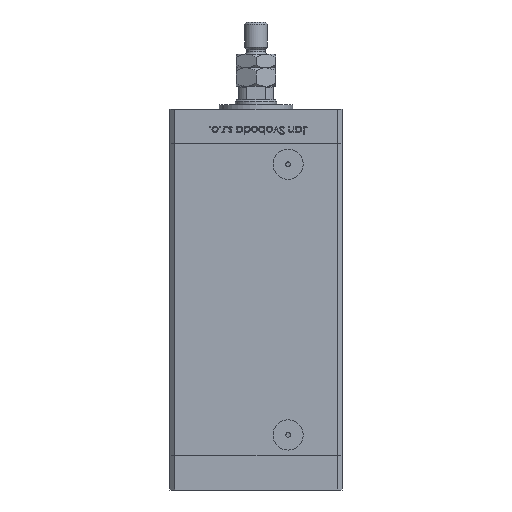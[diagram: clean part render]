
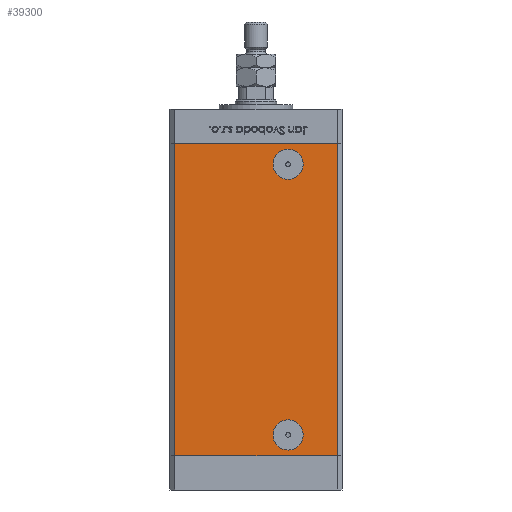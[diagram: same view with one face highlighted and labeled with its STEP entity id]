
A CAD part, front view. The second image highlights one B-rep face of the part: STEP entity #39300.
In plain terms, the highlighted planar face has unit normal (0, -1, 0).
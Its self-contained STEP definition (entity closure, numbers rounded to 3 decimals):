
#402 = VERTEX_POINT ( 'NONE', #25722 ) ;
#2592 = EDGE_CURVE ( 'NONE', #18455, #20787, #35669, .T. ) ;
#3835 = CARTESIAN_POINT ( 'NONE',  ( 14., -32.5, 133.58 ) ) ;
#4392 = EDGE_CURVE ( 'NONE', #402, #46826, #26556, .T. ) ;
#5392 = ORIENTED_EDGE ( 'NONE', *, *, #2592, .F. ) ;
#5586 = AXIS2_PLACEMENT_3D ( 'NONE', #36246, #27825, #35978 ) ;
#5740 = EDGE_LOOP ( 'NONE', ( #5392, #19810 ) ) ;
#5904 = FACE_BOUND ( 'NONE', #5740, .T. ) ;
#6164 = DIRECTION ( 'NONE',  ( 0., 0., 1. ) ) ;
#6487 = DIRECTION ( 'NONE',  ( 1., 0., 0. ) ) ;
#7135 = CARTESIAN_POINT ( 'NONE',  ( 14., -32.5, 127. ) ) ;
#7314 = VECTOR ( 'NONE', #6487, 1000. ) ;
#7365 = ORIENTED_EDGE ( 'NONE', *, *, #4392, .F. ) ;
#7735 = EDGE_LOOP ( 'NONE', ( #22525, #7365, #26172, #50898 ) ) ;
#8459 = EDGE_LOOP ( 'NONE', ( #41065, #9619 ) ) ;
#8692 = DIRECTION ( 'NONE',  ( 0., 0., -1. ) ) ;
#9619 = ORIENTED_EDGE ( 'NONE', *, *, #25475, .T. ) ;
#11076 = VERTEX_POINT ( 'NONE', #23515 ) ;
#13860 = CARTESIAN_POINT ( 'NONE',  ( 14., -32.5, 120.42 ) ) ;
#13875 = CARTESIAN_POINT ( 'NONE',  ( -35.5, -32.5, 0. ) ) ;
#14597 = DIRECTION ( 'NONE',  ( 0., 1., 0. ) ) ;
#15106 = DIRECTION ( 'NONE',  ( 0., 0., -1. ) ) ;
#15445 = VERTEX_POINT ( 'NONE', #16259 ) ;
#15446 = CARTESIAN_POINT ( 'NONE',  ( 14., -32.5, 15.58 ) ) ;
#16038 = DIRECTION ( 'NONE',  ( 0., -1., 0. ) ) ;
#16259 = CARTESIAN_POINT ( 'NONE',  ( -35.5, -32.5, 0. ) ) ;
#18455 = VERTEX_POINT ( 'NONE', #44612 ) ;
#19810 = ORIENTED_EDGE ( 'NONE', *, *, #29538, .F. ) ;
#20787 = VERTEX_POINT ( 'NONE', #15446 ) ;
#21858 = VECTOR ( 'NONE', #48515, 1000. ) ;
#22525 = ORIENTED_EDGE ( 'NONE', *, *, #49279, .T. ) ;
#23133 = VERTEX_POINT ( 'NONE', #13860 ) ;
#23515 = CARTESIAN_POINT ( 'NONE',  ( -35.5, -32.5, 136. ) ) ;
#23940 = CARTESIAN_POINT ( 'NONE',  ( 14., -32.5, 9. ) ) ;
#24470 = DIRECTION ( 'NONE',  ( 0., 0., -1. ) ) ;
#25475 = EDGE_CURVE ( 'NONE', #50533, #23133, #47281, .T. ) ;
#25722 = CARTESIAN_POINT ( 'NONE',  ( 35.5, -32.5, 136. ) ) ;
#25825 = AXIS2_PLACEMENT_3D ( 'NONE', #30657, #14597, #6164 ) ;
#25860 = LINE ( 'NONE', #13875, #26595 ) ;
#26172 = ORIENTED_EDGE ( 'NONE', *, *, #44870, .F. ) ;
#26556 = LINE ( 'NONE', #43382, #21858 ) ;
#26571 = AXIS2_PLACEMENT_3D ( 'NONE', #31704, #42926, #15106 ) ;
#26595 = VECTOR ( 'NONE', #30741, 1000. ) ;
#27825 = DIRECTION ( 'NONE',  ( 0., 1., 0. ) ) ;
#29538 = EDGE_CURVE ( 'NONE', #20787, #18455, #49978, .T. ) ;
#29645 = CARTESIAN_POINT ( 'NONE',  ( -35.5, -32.5, 136. ) ) ;
#30657 = CARTESIAN_POINT ( 'NONE',  ( -35.5, -32.5, 136. ) ) ;
#30741 = DIRECTION ( 'NONE',  ( 1., 0., 0. ) ) ;
#30921 = FACE_BOUND ( 'NONE', #8459, .T. ) ;
#31704 = CARTESIAN_POINT ( 'NONE',  ( 14., -32.5, 9. ) ) ;
#33169 = LINE ( 'NONE', #29645, #36252 ) ;
#35001 = FACE_OUTER_BOUND ( 'NONE', #7735, .T. ) ;
#35669 = CIRCLE ( 'NONE', #52146, 6.58 ) ;
#35978 = DIRECTION ( 'NONE',  ( 0., 0., -1. ) ) ;
#36246 = CARTESIAN_POINT ( 'NONE',  ( 14., -32.5, 127. ) ) ;
#36252 = VECTOR ( 'NONE', #8692, 1000. ) ;
#38899 = EDGE_CURVE ( 'NONE', #11076, #15445, #33169, .T. ) ;
#39300 = ADVANCED_FACE ( 'NONE', ( #5904, #35001, #30921 ), #47488, .F. ) ;
#41065 = ORIENTED_EDGE ( 'NONE', *, *, #44621, .T. ) ;
#41153 = CIRCLE ( 'NONE', #5586, 6.58 ) ;
#41169 = AXIS2_PLACEMENT_3D ( 'NONE', #7135, #52007, #48455 ) ;
#42926 = DIRECTION ( 'NONE',  ( 0., -1., 0. ) ) ;
#43382 = CARTESIAN_POINT ( 'NONE',  ( 35.5, -32.5, 136. ) ) ;
#44612 = CARTESIAN_POINT ( 'NONE',  ( 14., -32.5, 2.42 ) ) ;
#44621 = EDGE_CURVE ( 'NONE', #23133, #50533, #41153, .T. ) ;
#44870 = EDGE_CURVE ( 'NONE', #11076, #402, #47547, .T. ) ;
#46826 = VERTEX_POINT ( 'NONE', #52351 ) ;
#47281 = CIRCLE ( 'NONE', #41169, 6.58 ) ;
#47488 = PLANE ( 'NONE',  #25825 ) ;
#47547 = LINE ( 'NONE', #52694, #7314 ) ;
#48455 = DIRECTION ( 'NONE',  ( 0., 0., -1. ) ) ;
#48515 = DIRECTION ( 'NONE',  ( 0., 0., -1. ) ) ;
#49279 = EDGE_CURVE ( 'NONE', #15445, #46826, #25860, .T. ) ;
#49978 = CIRCLE ( 'NONE', #26571, 6.58 ) ;
#50533 = VERTEX_POINT ( 'NONE', #3835 ) ;
#50898 = ORIENTED_EDGE ( 'NONE', *, *, #38899, .T. ) ;
#52007 = DIRECTION ( 'NONE',  ( 0., 1., 0. ) ) ;
#52146 = AXIS2_PLACEMENT_3D ( 'NONE', #23940, #16038, #24470 ) ;
#52351 = CARTESIAN_POINT ( 'NONE',  ( 35.5, -32.5, 0. ) ) ;
#52694 = CARTESIAN_POINT ( 'NONE',  ( -35.5, -32.5, 136. ) ) ;
